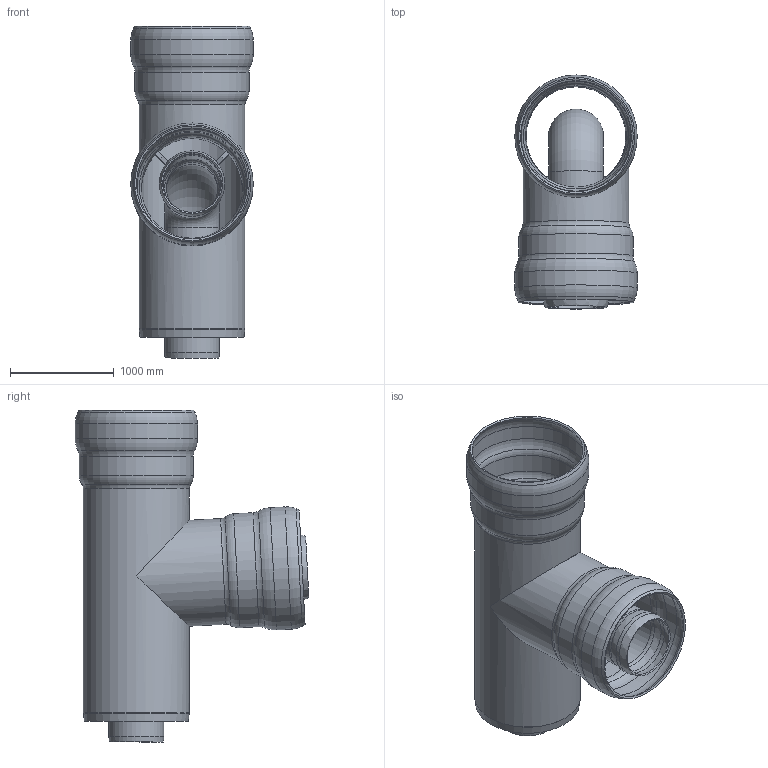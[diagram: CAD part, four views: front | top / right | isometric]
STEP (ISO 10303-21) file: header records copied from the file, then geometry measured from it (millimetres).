
FILE_DESCRIPTION(/* description */ (''),/* implementation_level */ '2;1');
FILE_NAME(/* name */ '13500.100X_3D.stp',/* time_stamp */ '2024-12-11T14:47:04+01:00',/* author */ ('CAD'),/* organization */ (''),/* preprocessor_version */ 'ST-DEVELOPER v20',/* originating_system */ 'AutoCAD Mechanical',/* authorisation */ '');
FILE_SCHEMA (('AUTOMOTIVE_DESIGN { 1 0 10303 214 3 1 1 }'));
Length unit declared in the file: centimetre
Products named in the file (2): Product; *S1
Assembly tree (1 placements, depth 2):
  Product
    *S1
Bounding box: 1180 x 2253.23 x 3200 mm (x, y, z)
Volume: 341802359.2 mm3; surface area: 37294124.3 mm2
Topology: 7 solids, 7 shells, 107 faces, 279 edges, 182 vertices
Faces by surface type: torus 36, plane 30, cylinder 24, cone 13, bspline 4
Full cylindrical faces by diameter (mm): 500 x3, 530 x3, 560 x1, 590 x1, 600 x1, 630 x1, 980 x2, 1020 x2, 1060 x2, 1100 x2, 1140 x2, 1180 x2
Entity records: 3576 total; most frequent: CARTESIAN_POINT 759, DIRECTION 649, ORIENTED_EDGE 550, EDGE_CURVE 275, AXIS2_PLACEMENT_3D 274, VERTEX_POINT 174, CIRCLE 156, EDGE_LOOP 111
